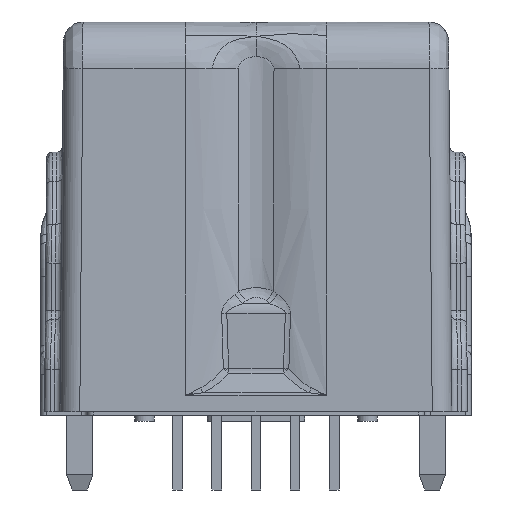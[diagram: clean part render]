
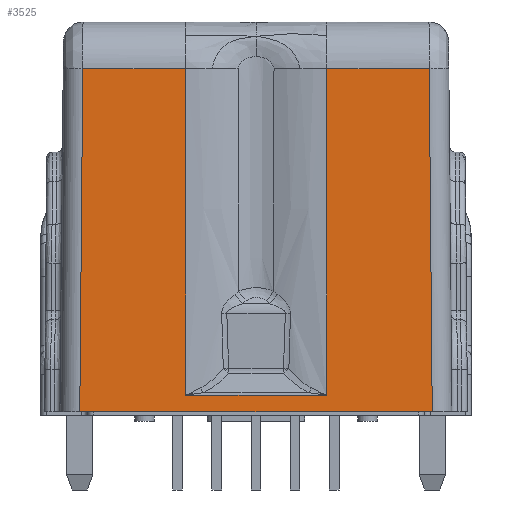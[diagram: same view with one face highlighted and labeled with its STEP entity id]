
A CAD part, front view. The second image highlights one B-rep face of the part: STEP entity #3525.
In plain terms, the highlighted face is planar.
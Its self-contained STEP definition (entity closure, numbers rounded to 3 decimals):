
#935 = DIRECTION ( 'NONE',  ( 0., 0., 1. ) ) ;
#2290 = EDGE_LOOP ( 'NONE', ( #6652, #23783, #32382, #31282, #16523, #2719, #10600, #3663 ) ) ;
#2719 = ORIENTED_EDGE ( 'NONE', *, *, #30407, .T. ) ;
#3293 = CARTESIAN_POINT ( 'NONE',  ( -58.29, -29.471, -4.722 ) ) ;
#3525 = ADVANCED_FACE ( 'NONE', ( #34879 ), #7703, .F. ) ;
#3663 = ORIENTED_EDGE ( 'NONE', *, *, #29421, .F. ) ;
#3926 = LINE ( 'NONE', #13478, #25865 ) ;
#4120 = CARTESIAN_POINT ( 'NONE',  ( -42.957, -29.605, 2.575 ) ) ;
#4229 = CARTESIAN_POINT ( 'NONE',  ( -47.172, -29.568, 2.484 ) ) ;
#5220 = CARTESIAN_POINT ( 'NONE',  ( -60.675, -29.45, 2.575 ) ) ;
#5559 = DIRECTION ( 'NONE',  ( 1., -0.009, -0.009 ) ) ;
#5574 = CARTESIAN_POINT ( 'NONE',  ( -60.675, -29.45, 2.575 ) ) ;
#6648 = AXIS2_PLACEMENT_3D ( 'NONE', #4120, #16298, #22466 ) ;
#6652 = ORIENTED_EDGE ( 'NONE', *, *, #30885, .T. ) ;
#6749 = B_SPLINE_CURVE_WITH_KNOTS ( 'NONE', 3,
 ( #25396, #4229, #31202, #6841, #7437, #31002 ),
 .UNSPECIFIED., .F., .F.,
 ( 4, 2, 4 ),
 ( 59.687, 69.208, 76.364 ),
 .UNSPECIFIED. ) ;
#6841 = CARTESIAN_POINT ( 'NONE',  ( -55.905, -29.492, 2.499 ) ) ;
#7261 = VERTEX_POINT ( 'NONE', #37437 ) ;
#7437 = CARTESIAN_POINT ( 'NONE',  ( -58.29, -29.471, 2.504 ) ) ;
#7630 = EDGE_CURVE ( 'NONE', #38092, #8803, #36795, .T. ) ;
#7703 = PLANE ( 'NONE',  #6648 ) ;
#8570 = LINE ( 'NONE', #5574, #17984 ) ;
#8803 = VERTEX_POINT ( 'NONE', #26099 ) ;
#9742 = EDGE_CURVE ( 'NONE', #31425, #11875, #24917, .T. ) ;
#10600 = ORIENTED_EDGE ( 'NONE', *, *, #9742, .T. ) ;
#11273 = VECTOR ( 'NONE', #935, 1000. ) ;
#11875 = VERTEX_POINT ( 'NONE', #17250 ) ;
#13473 = VECTOR ( 'NONE', #37386, 1000. ) ;
#13478 = CARTESIAN_POINT ( 'NONE',  ( -1.606, -29.966, 8.248 ) ) ;
#14016 = CARTESIAN_POINT ( 'NONE',  ( -60.675, -29.45, -9.958 ) ) ;
#15282 = CARTESIAN_POINT ( 'NONE',  ( -47.172, -29.568, -4.702 ) ) ;
#15468 = CARTESIAN_POINT ( 'NONE',  ( -60.675, -29.45, -4.726 ) ) ;
#15605 = CARTESIAN_POINT ( 'NONE',  ( -60.675, -29.45, -4.726 ) ) ;
#15863 = CARTESIAN_POINT ( 'NONE',  ( -50.346, -29.541, -4.708 ) ) ;
#16298 = DIRECTION ( 'NONE',  ( 0.009, 1., 0. ) ) ;
#16523 = ORIENTED_EDGE ( 'NONE', *, *, #20652, .T. ) ;
#17250 = CARTESIAN_POINT ( 'NONE',  ( -43.157, -29.603, 7.886 ) ) ;
#17730 = DIRECTION ( 'NONE',  ( 0., 0., -1. ) ) ;
#17952 = EDGE_CURVE ( 'NONE', #8803, #26173, #6749, .T. ) ;
#17984 = VECTOR ( 'NONE', #17730, 1000. ) ;
#18484 = EDGE_CURVE ( 'NONE', #38092, #33990, #28596, .T. ) ;
#18578 = CARTESIAN_POINT ( 'NONE',  ( -43.999, -29.596, 2.575 ) ) ;
#18738 = CARTESIAN_POINT ( 'NONE',  ( -60.675, -29.45, 2.508 ) ) ;
#19111 = CARTESIAN_POINT ( 'NONE',  ( -43.157, -29.603, 2.575 ) ) ;
#19740 = VECTOR ( 'NONE', #29586, 1000. ) ;
#20652 = EDGE_CURVE ( 'NONE', #33990, #24964, #8570, .T. ) ;
#20715 = LINE ( 'NONE', #35731, #21994 ) ;
#21994 = VECTOR ( 'NONE', #5559, 1000. ) ;
#22466 = DIRECTION ( 'NONE',  ( 0., 0., -1. ) ) ;
#23783 = ORIENTED_EDGE ( 'NONE', *, *, #17952, .F. ) ;
#24917 = LINE ( 'NONE', #19111, #11273 ) ;
#24964 = VERTEX_POINT ( 'NONE', #14016 ) ;
#25396 = CARTESIAN_POINT ( 'NONE',  ( -43.999, -29.596, 2.478 ) ) ;
#25865 = VECTOR ( 'NONE', #31104, 1000. ) ;
#26099 = CARTESIAN_POINT ( 'NONE',  ( -43.999, -29.596, 2.478 ) ) ;
#26173 = VERTEX_POINT ( 'NONE', #18738 ) ;
#28596 = B_SPLINE_CURVE_WITH_KNOTS ( 'NONE', 3,
 ( #30853, #15282, #15863, #30658, #3293, #15468 ),
 .UNSPECIFIED., .F., .F.,
 ( 4, 2, 4 ),
 ( 59.687, 69.208, 76.364 ),
 .UNSPECIFIED. ) ;
#29421 = EDGE_CURVE ( 'NONE', #7261, #11875, #3926, .T. ) ;
#29586 = DIRECTION ( 'NONE',  ( 0., 0., -1. ) ) ;
#30253 = CARTESIAN_POINT ( 'NONE',  ( -43.999, -29.596, -4.697 ) ) ;
#30407 = EDGE_CURVE ( 'NONE', #24964, #31425, #20715, .T. ) ;
#30658 = CARTESIAN_POINT ( 'NONE',  ( -55.905, -29.492, -4.718 ) ) ;
#30853 = CARTESIAN_POINT ( 'NONE',  ( -43.999, -29.596, -4.697 ) ) ;
#30885 = EDGE_CURVE ( 'NONE', #7261, #26173, #32598, .T. ) ;
#31002 = CARTESIAN_POINT ( 'NONE',  ( -60.675, -29.45, 2.508 ) ) ;
#31104 = DIRECTION ( 'NONE',  ( 1., -0.009, 0.009 ) ) ;
#31202 = CARTESIAN_POINT ( 'NONE',  ( -50.346, -29.541, 2.49 ) ) ;
#31282 = ORIENTED_EDGE ( 'NONE', *, *, #18484, .T. ) ;
#31425 = VERTEX_POINT ( 'NONE', #34505 ) ;
#32382 = ORIENTED_EDGE ( 'NONE', *, *, #7630, .F. ) ;
#32598 = LINE ( 'NONE', #5220, #19740 ) ;
#33990 = VERTEX_POINT ( 'NONE', #15605 ) ;
#34505 = CARTESIAN_POINT ( 'NONE',  ( -43.157, -29.603, -10.111 ) ) ;
#34879 = FACE_OUTER_BOUND ( 'NONE', #2290, .T. ) ;
#35731 = CARTESIAN_POINT ( 'NONE',  ( -1.606, -29.966, -10.473 ) ) ;
#36795 = LINE ( 'NONE', #18578, #13473 ) ;
#37386 = DIRECTION ( 'NONE',  ( 0., 0., 1. ) ) ;
#37437 = CARTESIAN_POINT ( 'NONE',  ( -60.675, -29.45, 7.733 ) ) ;
#38092 = VERTEX_POINT ( 'NONE', #30253 ) ;
